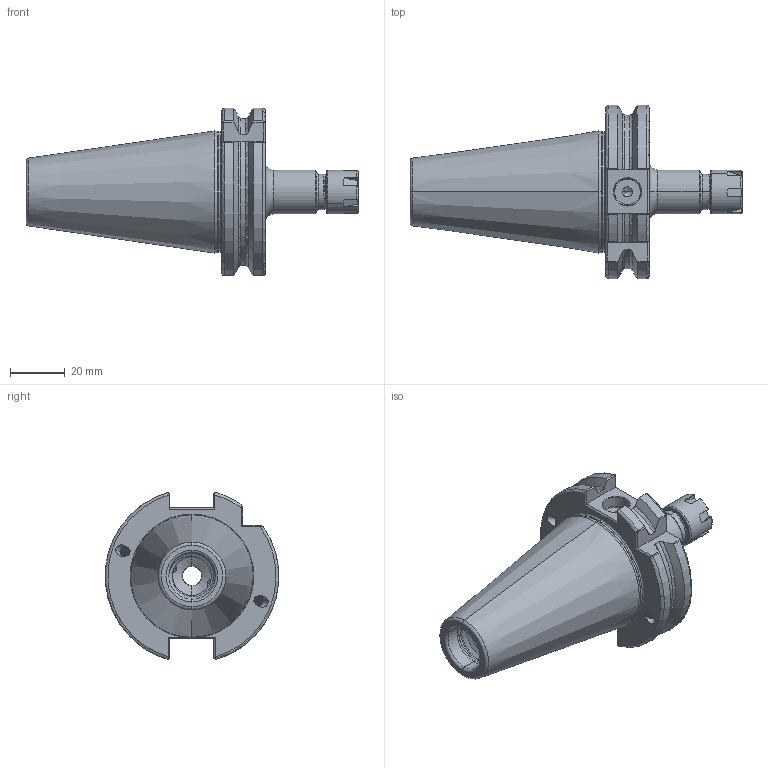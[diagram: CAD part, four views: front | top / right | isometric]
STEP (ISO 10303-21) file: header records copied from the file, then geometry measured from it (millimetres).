
FILE_DESCRIPTION (( 'STEP AP203' ), '1' );
FILE_NAME ('403.02.07.STEP', '2016-07-16T02:36:39', ( '' ), ( '' ), 'SwSTEP 2.0', 'SolidWorks 2012', '' );
FILE_SCHEMA (( 'CONFIG_CONTROL_DESIGN' ));
Length unit declared in the file: millimetre
Products named in the file (3): 403.02.07; 2-01.300.0110120D4_ER11螺帽(M型)
Assembly tree (2 placements, depth 2):
  403.02.07
    403.02.07
    2-01.300.0110120D4_ER11螺帽(M型)
Bounding box: 121.39 x 63.34 x 61.24 mm (x, y, z)
Volume: 105273.1 mm3; surface area: 26529.5 mm2
Topology: 2 solids, 2 shells, 451 faces, 1220 edges, 760 vertices
Faces by surface type: cylinder 195, plane 106, torus 61, bspline 47, cone 42
Entity records: 27223 total; most frequent: CARTESIAN_POINT 17065, ORIENTED_EDGE 2408, DIRECTION 1709, EDGE_CURVE 1204, VERTEX_POINT 760, AXIS2_PLACEMENT_3D 647, EDGE_LOOP 466, ADVANCED_FACE 451
